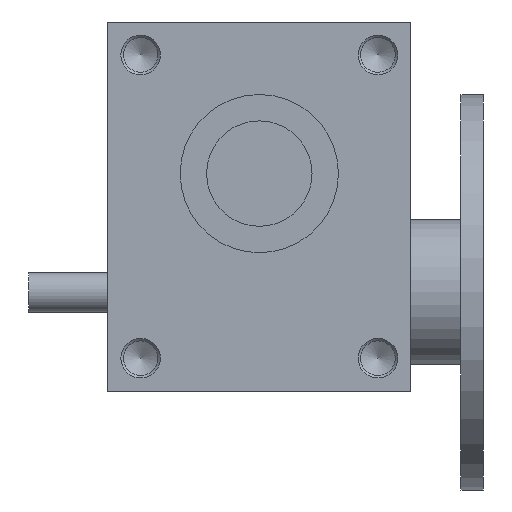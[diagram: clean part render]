
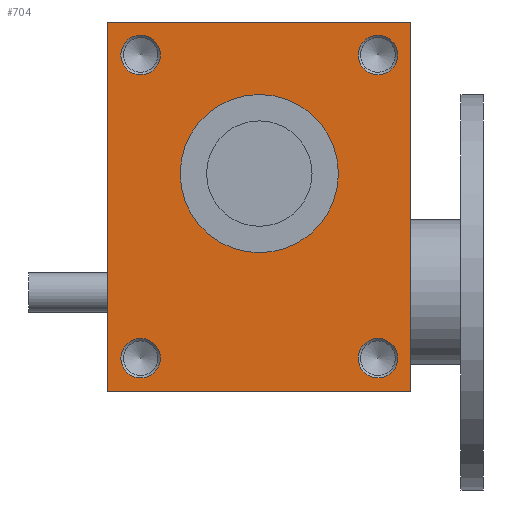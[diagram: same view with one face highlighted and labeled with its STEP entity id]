
A CAD part, front view. The second image highlights one B-rep face of the part: STEP entity #704.
In plain terms, the highlighted planar face has unit normal (0, -1, 0).
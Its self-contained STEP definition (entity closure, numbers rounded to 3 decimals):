
#704 = ADVANCED_FACE( '', ( #1458, #1459, #1460, #1461, #1462, #1463 ), #1464, .F. );
#1458 = FACE_BOUND( '', #2189, .T. );
#1459 = FACE_BOUND( '', #2190, .T. );
#1460 = FACE_BOUND( '', #2191, .T. );
#1461 = FACE_BOUND( '', #2192, .T. );
#1462 = FACE_BOUND( '', #2193, .T. );
#1463 = FACE_OUTER_BOUND( '', #2194, .T. );
#1464 = PLANE( '', #2195 );
#2189 = EDGE_LOOP( '', ( #3828 ) );
#2190 = EDGE_LOOP( '', ( #3829 ) );
#2191 = EDGE_LOOP( '', ( #3830 ) );
#2192 = EDGE_LOOP( '', ( #3831 ) );
#2193 = EDGE_LOOP( '', ( #3832 ) );
#2194 = EDGE_LOOP( '', ( #3833, #3834, #3835, #3836 ) );
#2195 = AXIS2_PLACEMENT_3D( '', #3837, #3838, #3839 );
#3828 = ORIENTED_EDGE( '', *, *, #3881, .F. );
#3829 = ORIENTED_EDGE( '', *, *, #4351, .F. );
#3830 = ORIENTED_EDGE( '', *, *, #4356, .F. );
#3831 = ORIENTED_EDGE( '', *, *, #4475, .F. );
#3832 = ORIENTED_EDGE( '', *, *, #4345, .T. );
#3833 = ORIENTED_EDGE( '', *, *, #4409, .T. );
#3834 = ORIENTED_EDGE( '', *, *, #4088, .F. );
#3835 = ORIENTED_EDGE( '', *, *, #4419, .F. );
#3836 = ORIENTED_EDGE( '', *, *, #4373, .T. );
#3837 = CARTESIAN_POINT( '', ( -115., -88., 140. ) );
#3838 = DIRECTION( '', ( 0., 1., 0. ) );
#3839 = DIRECTION( '', ( 0., 0., 1. ) );
#3881 = EDGE_CURVE( '', #4531, #4531, #4532, .T. );
#4088 = EDGE_CURVE( '', #4870, #4865, #4872, .T. );
#4345 = EDGE_CURVE( '', #5239, #5239, #5240, .T. );
#4351 = EDGE_CURVE( '', #5247, #5247, #5248, .T. );
#4356 = EDGE_CURVE( '', #5254, #5254, #5255, .T. );
#4373 = EDGE_CURVE( '', #5277, #5275, #5278, .T. );
#4409 = EDGE_CURVE( '', #5275, #4865, #5317, .T. );
#4419 = EDGE_CURVE( '', #5277, #4870, #5329, .T. );
#4475 = EDGE_CURVE( '', #5392, #5392, #5393, .T. );
#4531 = VERTEX_POINT( '', #5469 );
#4532 = CIRCLE( '', #5470, 15. );
#4865 = VERTEX_POINT( '', #5896 );
#4870 = VERTEX_POINT( '', #5903 );
#4872 = LINE( '', #5906, #5907 );
#5239 = VERTEX_POINT( '', #6418 );
#5240 = CIRCLE( '', #6419, 60. );
#5247 = VERTEX_POINT( '', #6427 );
#5248 = CIRCLE( '', #6428, 15. );
#5254 = VERTEX_POINT( '', #6434 );
#5255 = CIRCLE( '', #6435, 15. );
#5275 = VERTEX_POINT( '', #6489 );
#5277 = VERTEX_POINT( '', #6492 );
#5278 = LINE( '', #6493, #6494 );
#5317 = LINE( '', #6544, #6545 );
#5329 = LINE( '', #6558, #6559 );
#5392 = VERTEX_POINT( '', #6632 );
#5393 = CIRCLE( '', #6633, 15. );
#5469 = CARTESIAN_POINT( '', ( -90., -88., -130. ) );
#5470 = AXIS2_PLACEMENT_3D( '', #6663, #6664, #6665 );
#5896 = CARTESIAN_POINT( '', ( 115., -88., -140. ) );
#5903 = CARTESIAN_POINT( '', ( 115., -88., 140. ) );
#5906 = CARTESIAN_POINT( '', ( 115., -88., 140. ) );
#5907 = VECTOR( '', #6924, 1000. );
#6418 = CARTESIAN_POINT( '', ( 60., -88., 25. ) );
#6419 = AXIS2_PLACEMENT_3D( '', #7251, #7252, #7253 );
#6427 = CARTESIAN_POINT( '', ( -90., -88., 100. ) );
#6428 = AXIS2_PLACEMENT_3D( '', #7258, #7259, #7260 );
#6434 = CARTESIAN_POINT( '', ( 90., -88., 100. ) );
#6435 = AXIS2_PLACEMENT_3D( '', #7264, #7265, #7266 );
#6489 = CARTESIAN_POINT( '', ( -115., -88., -140. ) );
#6492 = CARTESIAN_POINT( '', ( -115., -88., 140. ) );
#6493 = CARTESIAN_POINT( '', ( -115., -88., 140. ) );
#6494 = VECTOR( '', #7280, 1000. );
#6544 = CARTESIAN_POINT( '', ( -115., -88., -140. ) );
#6545 = VECTOR( '', #7304, 1000. );
#6558 = CARTESIAN_POINT( '', ( -115., -88., 140. ) );
#6559 = VECTOR( '', #7315, 1000. );
#6632 = CARTESIAN_POINT( '', ( 90., -88., -130. ) );
#6633 = AXIS2_PLACEMENT_3D( '', #7350, #7351, #7352 );
#6663 = CARTESIAN_POINT( '', ( -90., -88., -115. ) );
#6664 = DIRECTION( '', ( 0., -1., 0. ) );
#6665 = DIRECTION( '', ( 0., 0., -1. ) );
#6924 = DIRECTION( '', ( 0., 0., -1. ) );
#7251 = CARTESIAN_POINT( '', ( 0., -88., 25. ) );
#7252 = DIRECTION( '', ( 0., 1., 0. ) );
#7253 = DIRECTION( '', ( 1., 0., 0. ) );
#7258 = CARTESIAN_POINT( '', ( -90., -88., 115. ) );
#7259 = DIRECTION( '', ( 0., -1., 0. ) );
#7260 = DIRECTION( '', ( 0., 0., -1. ) );
#7264 = CARTESIAN_POINT( '', ( 90., -88., 115. ) );
#7265 = DIRECTION( '', ( 0., -1., 0. ) );
#7266 = DIRECTION( '', ( 0., 0., -1. ) );
#7280 = DIRECTION( '', ( 0., 0., -1. ) );
#7304 = DIRECTION( '', ( 1., 0., 0. ) );
#7315 = DIRECTION( '', ( 1., 0., 0. ) );
#7350 = CARTESIAN_POINT( '', ( 90., -88., -115. ) );
#7351 = DIRECTION( '', ( 0., -1., 0. ) );
#7352 = DIRECTION( '', ( 0., 0., -1. ) );
